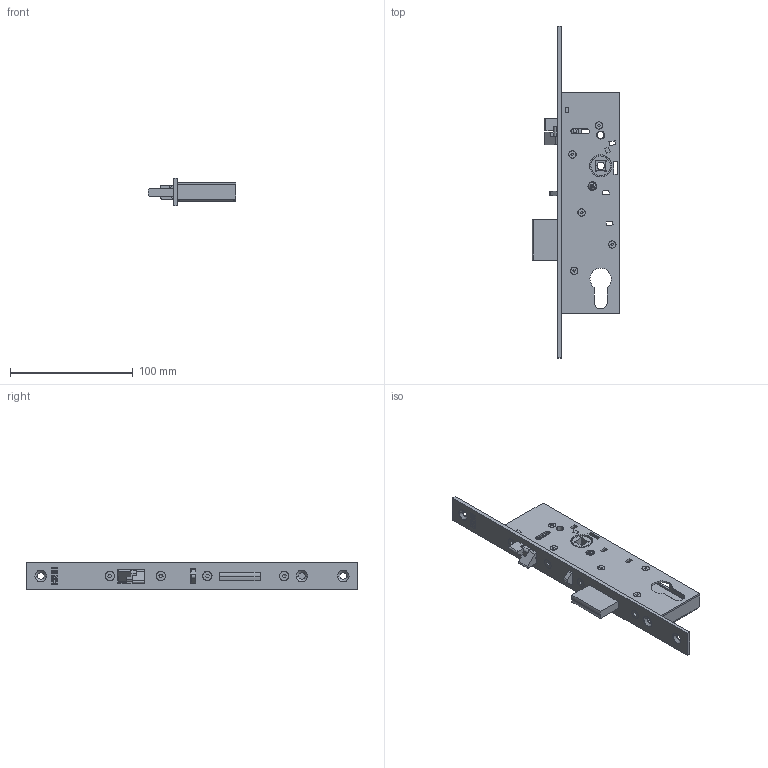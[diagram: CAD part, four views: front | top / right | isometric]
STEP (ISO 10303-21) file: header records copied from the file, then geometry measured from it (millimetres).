
FILE_DESCRIPTION (( 'STEP AP203' ), '1' );
FILE_NAME ('SAM 104 001-5-samozamykací 35-92-profi-MI-prázdný.STEP', '2019-06-04T21:05:27', ( 'Radek' ), ( '' ), 'SwSTEP 2.0', 'SolidWorks 2015', '' );
FILE_SCHEMA (( 'CONFIG_CONTROL_DESIGN' ));
Length unit declared in the file: millimetre
Products named in the file (1): SAM 104 001-5-samozamykací 35-92-profi-MI-prázdný
Bounding box: 71.12 x 270 x 22 mm (x, y, z)
Surface area: 60969.5 mm2 (no closed solid volume)
Topology: 0 solids, 52 shells, 579 faces, 2166 edges, 1554 vertices
Faces by surface type: plane 316, cylinder 206, cone 44, torus 6, sphere 4, bspline 3
Entity records: 23325 total; most frequent: CARTESIAN_POINT 4786, DIRECTION 3927, ORIENTED_EDGE 3365, EDGE_CURVE 2160, VERTEX_POINT 1554, VECTOR 1321, LINE 1321, AXIS2_PLACEMENT_3D 1303
